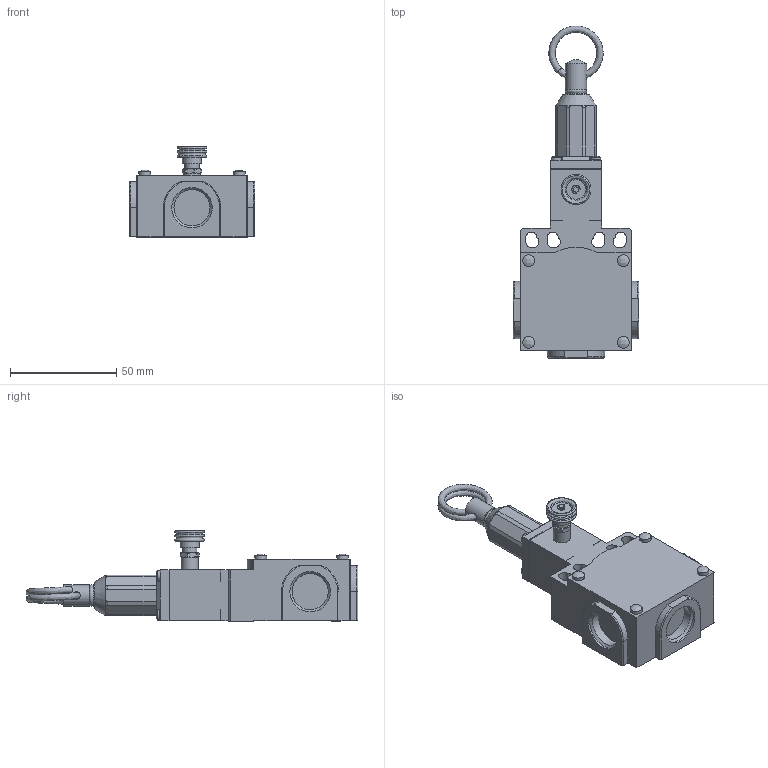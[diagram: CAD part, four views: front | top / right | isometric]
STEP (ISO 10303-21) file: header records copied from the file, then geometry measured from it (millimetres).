
FILE_DESCRIPTION (( 'STEP AP214' ), '1' );
FILE_NAME ('SDM2K9800W02.STEP', '2023-05-09T19:03:49', ( '' ), ( '' ), 'SwSTEP 2.0', 'SolidWorks 2021', '' );
FILE_SCHEMA (( 'AUTOMOTIVE_DESIGN' ));
Length unit declared in the file: inch
Products named in the file (1): SDM2K9800W02
Bounding box: 59 x 155.99 x 42.75 mm (x, y, z)
Volume: 112856.7 mm3; surface area: 27568.2 mm2
Topology: 5 solids, 7 shells, 344 faces, 872 edges, 569 vertices
Faces by surface type: plane 212, cylinder 85, bspline 27, cone 20
Full cylindrical faces by diameter (mm): 2.5 x2, 2.95 x2, 3 x8, 3.5 x1, 4 x1, 4.75 x1, 4.8 x4, 5.5 x4, 6 x1, 6.3 x1, 6.7 x1, 7 x1, 8 x1, 9 x1, 10 x3, 17 x3, 19 x3
Entity records: 11787 total; most frequent: CARTESIAN_POINT 3936, ORIENTED_EDGE 1582, DIRECTION 1492, EDGE_CURVE 791, VERTEX_POINT 547, VECTOR 508, LINE 508, AXIS2_PLACEMENT_3D 492
